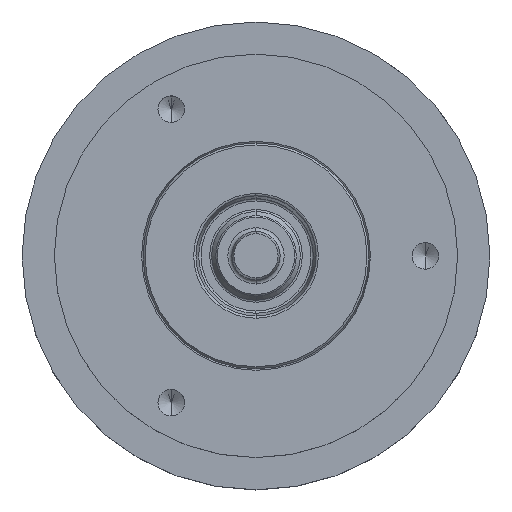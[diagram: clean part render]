
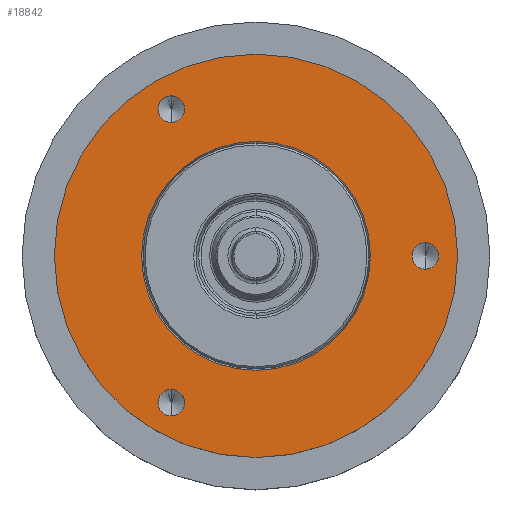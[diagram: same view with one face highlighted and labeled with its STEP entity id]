
A CAD part, top view. The second image highlights one B-rep face of the part: STEP entity #18842.
In plain terms, the highlighted planar face has unit normal (0, 0, 1).
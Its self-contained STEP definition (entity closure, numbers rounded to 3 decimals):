
#3925=CARTESIAN_POINT('',(0.,0.,27.));
#3926=DIRECTION('',(0.,0.,-1.));
#3927=DIRECTION('',(0.,1.,0.));
#3928=AXIS2_PLACEMENT_3D('',#3925,#3926,#3927);
#3930=CARTESIAN_POINT('',(0.,0.,27.));
#3931=DIRECTION('',(0.,0.,-1.));
#3932=DIRECTION('',(0.,-1.,0.));
#3933=AXIS2_PLACEMENT_3D('',#3930,#3931,#3932);
#3935=CARTESIAN_POINT('',(21.,0.,27.));
#3936=DIRECTION('',(0.,0.,1.));
#3937=DIRECTION('',(0.,-1.,0.));
#3938=AXIS2_PLACEMENT_3D('',#3935,#3936,#3937);
#3940=CARTESIAN_POINT('',(21.,0.,27.));
#3941=DIRECTION('',(0.,0.,1.));
#3942=DIRECTION('',(0.,1.,0.));
#3943=AXIS2_PLACEMENT_3D('',#3940,#3941,#3942);
#3945=CARTESIAN_POINT('',(-10.5,-18.187,27.));
#3946=DIRECTION('',(0.,0.,1.));
#3947=DIRECTION('',(0.,-1.,0.));
#3948=AXIS2_PLACEMENT_3D('',#3945,#3946,#3947);
#3950=CARTESIAN_POINT('',(-10.5,-18.187,27.));
#3951=DIRECTION('',(0.,0.,1.));
#3952=DIRECTION('',(0.,1.,0.));
#3953=AXIS2_PLACEMENT_3D('',#3950,#3951,#3952);
#3955=CARTESIAN_POINT('',(-10.5,18.187,27.));
#3956=DIRECTION('',(0.,0.,1.));
#3957=DIRECTION('',(0.,-1.,0.));
#3958=AXIS2_PLACEMENT_3D('',#3955,#3956,#3957);
#3960=CARTESIAN_POINT('',(-10.5,18.187,27.));
#3961=DIRECTION('',(0.,0.,1.));
#3962=DIRECTION('',(0.,1.,0.));
#3963=AXIS2_PLACEMENT_3D('',#3960,#3961,#3962);
#3970=CARTESIAN_POINT('',(0.,0.,27.));
#3971=DIRECTION('',(0.,0.,-1.));
#3972=DIRECTION('',(-1.,0.,0.));
#3973=AXIS2_PLACEMENT_3D('',#3970,#3971,#3972);
#3988=CARTESIAN_POINT('',(0.,0.,27.));
#3989=DIRECTION('',(0.,0.,-1.));
#3990=DIRECTION('',(1.,0.,0.));
#3991=AXIS2_PLACEMENT_3D('',#3988,#3989,#3990);
#14882=CARTESIAN_POINT('',(0.,25.,27.));
#14883=CARTESIAN_POINT('',(0.,-25.,27.));
#14884=VERTEX_POINT('',#14882);
#14885=VERTEX_POINT('',#14883);
#14910=CARTESIAN_POINT('',(14.188,0.,27.));
#14911=CARTESIAN_POINT('',(-14.188,0.,27.));
#14912=VERTEX_POINT('',#14910);
#14913=VERTEX_POINT('',#14911);
#14924=CARTESIAN_POINT('',(21.,-1.65,27.));
#14925=CARTESIAN_POINT('',(21.,1.65,27.));
#14926=VERTEX_POINT('',#14924);
#14927=VERTEX_POINT('',#14925);
#14934=CARTESIAN_POINT('',(-10.5,-19.837,27.));
#14935=CARTESIAN_POINT('',(-10.5,-16.537,27.));
#14936=VERTEX_POINT('',#14934);
#14937=VERTEX_POINT('',#14935);
#14944=CARTESIAN_POINT('',(-10.5,16.537,27.));
#14945=CARTESIAN_POINT('',(-10.5,19.837,27.));
#14946=VERTEX_POINT('',#14944);
#14947=VERTEX_POINT('',#14945);
#18808=CARTESIAN_POINT('',(0.,0.,27.));
#18809=DIRECTION('',(0.,0.,1.));
#18810=DIRECTION('',(1.,0.,0.));
#18811=AXIS2_PLACEMENT_3D('',#18808,#18809,#18810);
#18812=PLANE('',#18811);
#18814=ORIENTED_EDGE('',*,*,#18813,.T.);
#18815=ORIENTED_EDGE('',*,*,#18798,.T.);
#18816=EDGE_LOOP('',(#18814,#18815));
#18817=FACE_OUTER_BOUND('',#18816,.F.);
#18819=ORIENTED_EDGE('',*,*,#18818,.F.);
#18821=ORIENTED_EDGE('',*,*,#18820,.F.);
#18822=EDGE_LOOP('',(#18819,#18821));
#18823=FACE_BOUND('',#18822,.F.);
#18825=ORIENTED_EDGE('',*,*,#18824,.T.);
#18827=ORIENTED_EDGE('',*,*,#18826,.T.);
#18828=EDGE_LOOP('',(#18825,#18827));
#18829=FACE_BOUND('',#18828,.F.);
#18831=ORIENTED_EDGE('',*,*,#18830,.T.);
#18833=ORIENTED_EDGE('',*,*,#18832,.T.);
#18834=EDGE_LOOP('',(#18831,#18833));
#18835=FACE_BOUND('',#18834,.F.);
#18837=ORIENTED_EDGE('',*,*,#18836,.T.);
#18839=ORIENTED_EDGE('',*,*,#18838,.T.);
#18840=EDGE_LOOP('',(#18837,#18839));
#18841=FACE_BOUND('',#18840,.F.);
#3929=CIRCLE('',#3928,25.);
#3934=CIRCLE('',#3933,25.);
#3939=CIRCLE('',#3938,1.65);
#3944=CIRCLE('',#3943,1.65);
#3949=CIRCLE('',#3948,1.65);
#3954=CIRCLE('',#3953,1.65);
#3959=CIRCLE('',#3958,1.65);
#3964=CIRCLE('',#3963,1.65);
#3974=CIRCLE('',#3973,14.188);
#3992=CIRCLE('',#3991,14.188);
#18798=EDGE_CURVE('',#14885,#14884,#3934,.T.);
#18813=EDGE_CURVE('',#14884,#14885,#3929,.T.);
#18818=EDGE_CURVE('',#14913,#14912,#3974,.T.);
#18820=EDGE_CURVE('',#14912,#14913,#3992,.T.);
#18824=EDGE_CURVE('',#14926,#14927,#3939,.T.);
#18826=EDGE_CURVE('',#14927,#14926,#3944,.T.);
#18830=EDGE_CURVE('',#14936,#14937,#3949,.T.);
#18832=EDGE_CURVE('',#14937,#14936,#3954,.T.);
#18836=EDGE_CURVE('',#14946,#14947,#3959,.T.);
#18838=EDGE_CURVE('',#14947,#14946,#3964,.T.);
#18842=ADVANCED_FACE('',(#18817,#18823,#18829,#18835,#18841),#18812,.T.);
